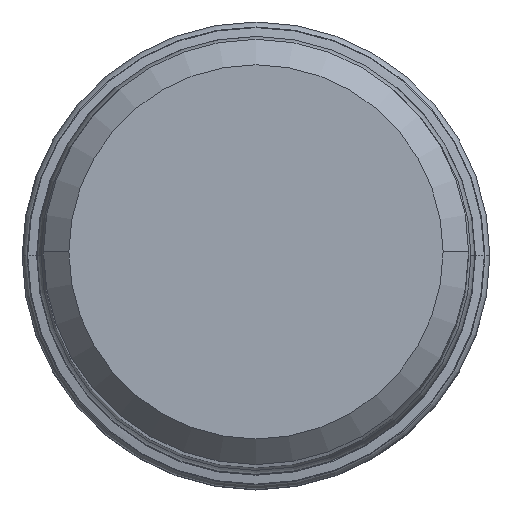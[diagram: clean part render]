
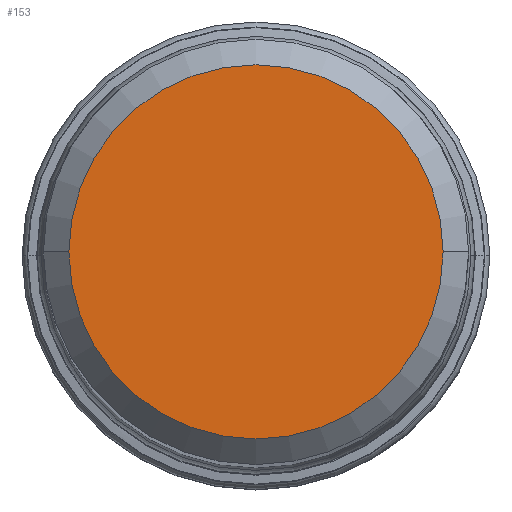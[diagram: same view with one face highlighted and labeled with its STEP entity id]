
A CAD part, top view. The second image highlights one B-rep face of the part: STEP entity #153.
In plain terms, the highlighted planar face has unit normal (0, 0, 1).
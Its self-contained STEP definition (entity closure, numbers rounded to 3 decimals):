
#30=PLANE('',#1204);
#153=ADVANCED_FACE('',(#220),#30,.F.);
#220=FACE_OUTER_BOUND('',#276,.T.);
#276=EDGE_LOOP('',(#495,#496,#497,#498));
#495=ORIENTED_EDGE('',*,*,#751,.F.);
#496=ORIENTED_EDGE('',*,*,#750,.F.);
#497=ORIENTED_EDGE('',*,*,#752,.F.);
#498=ORIENTED_EDGE('',*,*,#753,.F.);
#623=VERTEX_POINT('',#2424);
#624=VERTEX_POINT('',#2426);
#625=VERTEX_POINT('',#2428);
#626=VERTEX_POINT('',#2432);
#750=EDGE_CURVE('',#624,#625,#899,.T.);
#751=EDGE_CURVE('',#625,#623,#900,.T.);
#752=EDGE_CURVE('',#626,#624,#901,.T.);
#753=EDGE_CURVE('',#623,#626,#902,.T.);
#899=CIRCLE('',#1199,8.8);
#900=CIRCLE('',#1200,8.8);
#901=CIRCLE('',#1202,8.8);
#902=CIRCLE('',#1203,8.8);
#1199=AXIS2_PLACEMENT_3D('',#2427,#1491,#1492);
#1200=AXIS2_PLACEMENT_3D('',#2429,#1493,#1494);
#1202=AXIS2_PLACEMENT_3D('',#2431,#1497,#1498);
#1203=AXIS2_PLACEMENT_3D('',#2433,#1499,#1500);
#1204=AXIS2_PLACEMENT_3D('',#2434,#1501,#1502);
#1491=DIRECTION('',(0.,0.,-1.));
#1492=DIRECTION('',(-1.,0.,0.));
#1493=DIRECTION('',(0.,0.,-1.));
#1494=DIRECTION('',(0.,1.,0.));
#1497=DIRECTION('',(0.,0.,-1.));
#1498=DIRECTION('',(0.,-1.,0.));
#1499=DIRECTION('',(0.,0.,-1.));
#1500=DIRECTION('',(1.,0.,0.));
#1501=DIRECTION('',(0.,0.,-1.));
#1502=DIRECTION('',(-1.,0.,0.));
#2424=CARTESIAN_POINT('',(8.8,0.,0.));
#2426=CARTESIAN_POINT('',(-8.8,0.,0.));
#2427=CARTESIAN_POINT('',(0.,0.,0.));
#2428=CARTESIAN_POINT('',(0.,8.8,0.));
#2429=CARTESIAN_POINT('',(0.,0.,0.));
#2431=CARTESIAN_POINT('',(0.,0.,0.));
#2432=CARTESIAN_POINT('',(0.,-8.8,0.));
#2433=CARTESIAN_POINT('',(0.,0.,0.));
#2434=CARTESIAN_POINT('',(0.,0.,0.));
